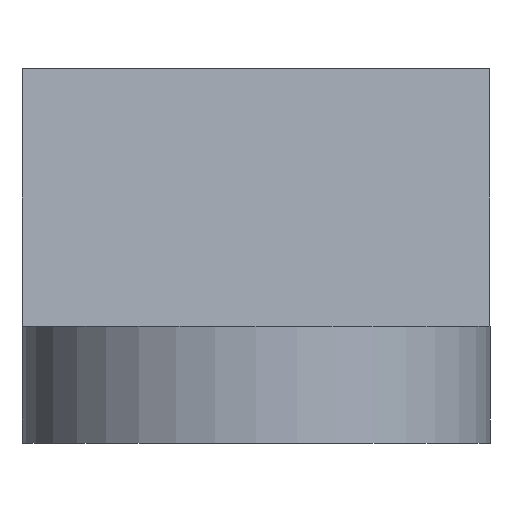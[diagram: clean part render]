
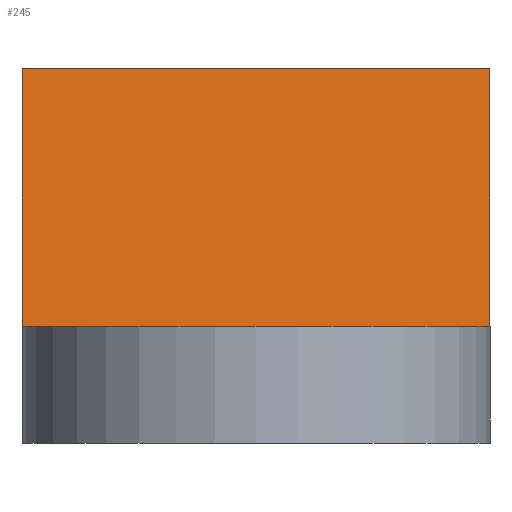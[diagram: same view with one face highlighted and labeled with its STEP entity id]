
A CAD part, front view. The second image highlights one B-rep face of the part: STEP entity #245.
In plain terms, the highlighted planar face has unit normal (0, -0.417, 0.909).
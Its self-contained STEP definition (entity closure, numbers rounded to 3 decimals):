
#14 = CARTESIAN_POINT ( 'NONE',  ( 5., 9.5, 8. ) ) ;
#15 = CARTESIAN_POINT ( 'NONE',  ( -5., -2.5, 2.5 ) ) ;
#23 = EDGE_CURVE ( 'NONE', #142, #101, #107, .T. ) ;
#72 = EDGE_CURVE ( 'NONE', #101, #309, #227, .T. ) ;
#77 = DIRECTION ( 'NONE',  ( 0., 0.909, 0.417 ) ) ;
#97 = ORIENTED_EDGE ( 'NONE', *, *, #105, .F. ) ;
#101 = VERTEX_POINT ( 'NONE', #407 ) ;
#102 = VECTOR ( 'NONE', #77, 1000. ) ;
#103 = CARTESIAN_POINT ( 'NONE',  ( -5., -2.5, 2.5 ) ) ;
#105 = EDGE_CURVE ( 'NONE', #142, #392, #191, .T. ) ;
#107 = LINE ( 'NONE', #103, #237 ) ;
#119 = VECTOR ( 'NONE', #196, 1000. ) ;
#131 = CARTESIAN_POINT ( 'NONE',  ( -5., 9.5, 8. ) ) ;
#142 = VERTEX_POINT ( 'NONE', #15 ) ;
#150 = LINE ( 'NONE', #195, #228 ) ;
#153 = CARTESIAN_POINT ( 'NONE',  ( -5., 9.5, 8. ) ) ;
#159 = DIRECTION ( 'NONE',  ( 0., 0.417, -0.909 ) ) ;
#181 = EDGE_CURVE ( 'NONE', #392, #309, #150, .T. ) ;
#191 = LINE ( 'NONE', #153, #102 ) ;
#195 = CARTESIAN_POINT ( 'NONE',  ( -5., 9.5, 8. ) ) ;
#196 = DIRECTION ( 'NONE',  ( 0., 0.909, 0.417 ) ) ;
#214 = ORIENTED_EDGE ( 'NONE', *, *, #72, .T. ) ;
#224 = DIRECTION ( 'NONE',  ( 0., 0.909, 0.417 ) ) ;
#227 = LINE ( 'NONE', #263, #119 ) ;
#228 = VECTOR ( 'NONE', #262, 1000. ) ;
#236 = ORIENTED_EDGE ( 'NONE', *, *, #181, .F. ) ;
#237 = VECTOR ( 'NONE', #361, 1000. ) ;
#245 = ADVANCED_FACE ( 'NONE', ( #406 ), #298, .F. ) ;
#252 = ORIENTED_EDGE ( 'NONE', *, *, #23, .T. ) ;
#262 = DIRECTION ( 'NONE',  ( 1., 0., 0. ) ) ;
#263 = CARTESIAN_POINT ( 'NONE',  ( 5., 9.5, 8. ) ) ;
#270 = CARTESIAN_POINT ( 'NONE',  ( -5., 9.5, 8. ) ) ;
#288 = EDGE_LOOP ( 'NONE', ( #236, #97, #252, #214 ) ) ;
#298 = PLANE ( 'NONE',  #346 ) ;
#309 = VERTEX_POINT ( 'NONE', #14 ) ;
#346 = AXIS2_PLACEMENT_3D ( 'NONE', #270, #159, #224 ) ;
#361 = DIRECTION ( 'NONE',  ( 1., 0., 0. ) ) ;
#392 = VERTEX_POINT ( 'NONE', #131 ) ;
#406 = FACE_OUTER_BOUND ( 'NONE', #288, .T. ) ;
#407 = CARTESIAN_POINT ( 'NONE',  ( 5., -2.5, 2.5 ) ) ;
